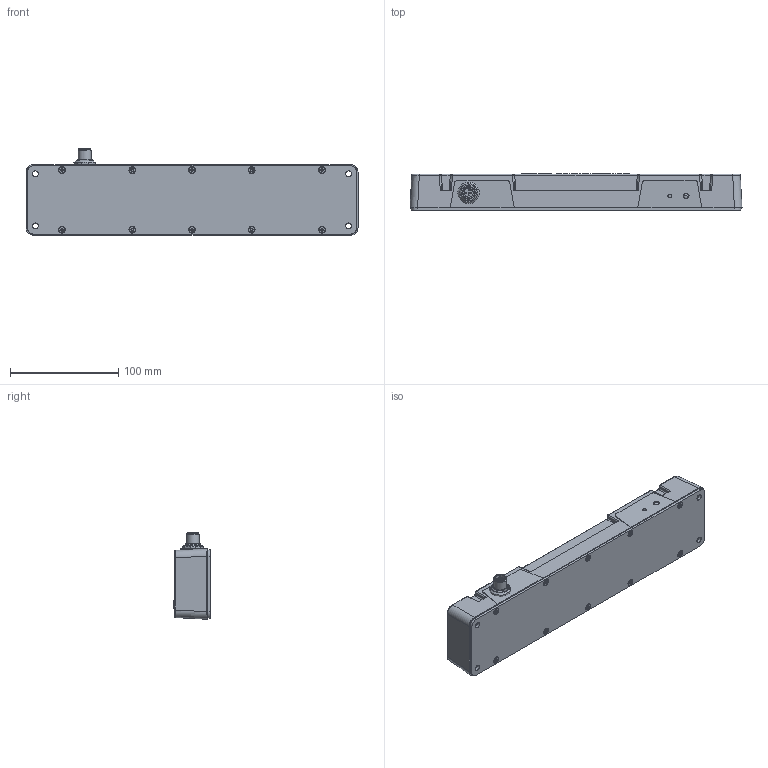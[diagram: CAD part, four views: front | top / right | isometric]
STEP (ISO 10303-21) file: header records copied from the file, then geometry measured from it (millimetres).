
FILE_DESCRIPTION (( 'STEP AP214' ), '1' );
FILE_NAME ('OELTBRZ300_ASSY_NO_DAISY_CHAIN.STEP', '2021-07-19T10:49:30', ( '' ), ( '' ), 'SwSTEP 2.0', 'SolidWorks 2020', '' );
FILE_SCHEMA (( 'AUTOMOTIVE_DESIGN' ));
Length unit declared in the file: millimetre
Products named in the file (1): OELTBRZ300_ASSY_NO_DAISY_CHAIN
Bounding box: 306.25 x 33.5 x 79.87 mm (x, y, z)
Surface area: 76551.9 mm2 (no closed solid volume)
Topology: 0 solids, 20 shells, 570 faces, 1745 edges, 1180 vertices
Faces by surface type: plane 225, cylinder 211, bspline 102, cone 20, sphere 12
Full cylindrical faces by diameter (mm): 1 x5, 3.5 x1, 5.5 x15, 8.3 x1, 10.5 x1, 12 x1
Entity records: 26633 total; most frequent: CARTESIAN_POINT 5792, ORIENTED_EDGE 3016, DIRECTION 2781, EDGE_CURVE 1678, VERTEX_POINT 1172, AXIS2_PLACEMENT_3D 947, VECTOR 887, LINE 887
